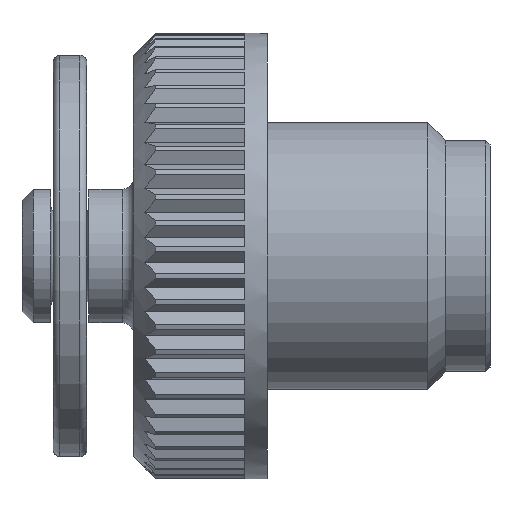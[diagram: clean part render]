
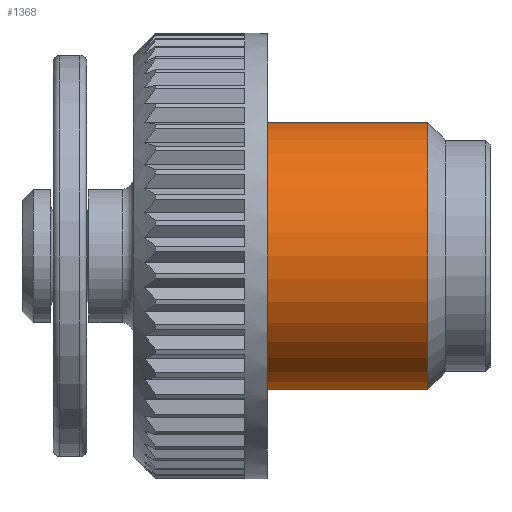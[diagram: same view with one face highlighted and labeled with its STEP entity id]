
A CAD part, front view. The second image highlights one B-rep face of the part: STEP entity #1368.
In plain terms, the highlighted cylindrical face has radius 6 mm (diameter 12 mm), a full revolution.
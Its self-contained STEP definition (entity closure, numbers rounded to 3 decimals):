
#1368=ADVANCED_FACE('',(#1615,#1616),#1588,.T.);
#1588=CYLINDRICAL_SURFACE('',#4338,6.);
#1615=FACE_BOUND('',#1677,.T.);
#1616=FACE_BOUND('',#1678,.T.);
#1677=EDGE_LOOP('',(#2141));
#1678=EDGE_LOOP('',(#2142));
#2141=ORIENTED_EDGE('',*,*,#3682,.T.);
#2142=ORIENTED_EDGE('',*,*,#3681,.F.);
#3293=VERTEX_POINT('',#6154);
#3294=VERTEX_POINT('',#6157);
#3681=EDGE_CURVE('',#3293,#3293,#4152,.T.);
#3682=EDGE_CURVE('',#3294,#3294,#4153,.T.);
#4152=CIRCLE('',#4335,6.);
#4153=CIRCLE('',#4337,6.);
#4335=AXIS2_PLACEMENT_3D('',#6153,#4955,#4956);
#4337=AXIS2_PLACEMENT_3D('',#6156,#4959,#4960);
#4338=AXIS2_PLACEMENT_3D('',#6158,#4961,#4962);
#4955=DIRECTION('',(-1.,0.,0.));
#4956=DIRECTION('',(0.,0.,1.));
#4959=DIRECTION('',(-1.,0.,0.));
#4960=DIRECTION('',(0.,0.,1.));
#4961=DIRECTION('',(-1.,0.,0.));
#4962=DIRECTION('',(0.,0.,1.));
#6153=CARTESIAN_POINT('',(6.,0.,0.));
#6154=CARTESIAN_POINT('',(6.,0.,6.));
#6156=CARTESIAN_POINT('',(13.2,0.,0.));
#6157=CARTESIAN_POINT('',(13.2,0.,6.));
#6158=CARTESIAN_POINT('',(0.,0.,0.));
